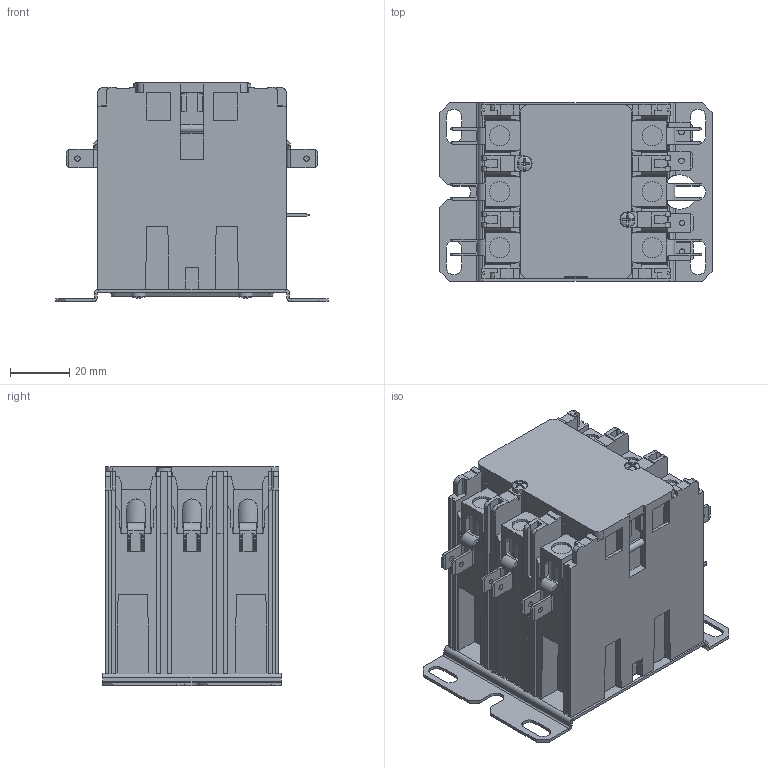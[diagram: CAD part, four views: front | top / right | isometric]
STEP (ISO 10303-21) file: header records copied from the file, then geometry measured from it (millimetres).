
FILE_DESCRIPTION(/* description */ (''),/* implementation_level */ '2;1');
FILE_NAME(/* name */ 'HCCY3XT04RB400.stp',/* time_stamp */ '2014-07-18T13:35:54-05:00',/* author */ ('MM'),/* organization */ (''),/* preprocessor_version */ 'ST-DEVELOPER v15.2',/* originating_system */ 'Autodesk Inventor 2014',/* authorisation */ '');
FILE_SCHEMA (('AUTOMOTIVE_DESIGN { 1 0 10303 214 3 1 1 }'));
Length unit declared in the file: millimetre
Products named in the file (1): HCC_3X
Bounding box: 92 x 60.3 x 74.14 mm (x, y, z)
Volume: 237011.2 mm3; surface area: 45470.5 mm2
Topology: 1 solids, 1 shells, 1311 faces, 3477 edges, 2196 vertices
Faces by surface type: plane 994, cylinder 204, sphere 54, bspline 39, torus 12, cone 8
Full cylindrical faces by diameter (mm): 3.2 x1, 4.95 x6, 5.1 x2, 6.1 x1, 6.782 x6
Entity records: 43523 total; most frequent: CARTESIAN_POINT 10235, ORIENTED_EDGE 6752, DIRECTION 6299, EDGE_CURVE 3376, LINE 2663, VECTOR 2663, VERTEX_POINT 2157, AXIS2_PLACEMENT_3D 1818
